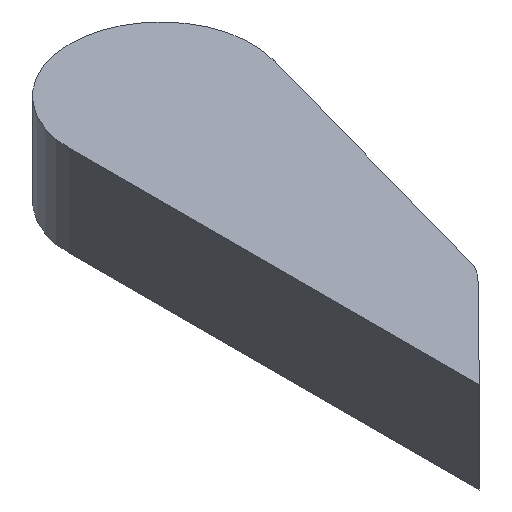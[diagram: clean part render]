
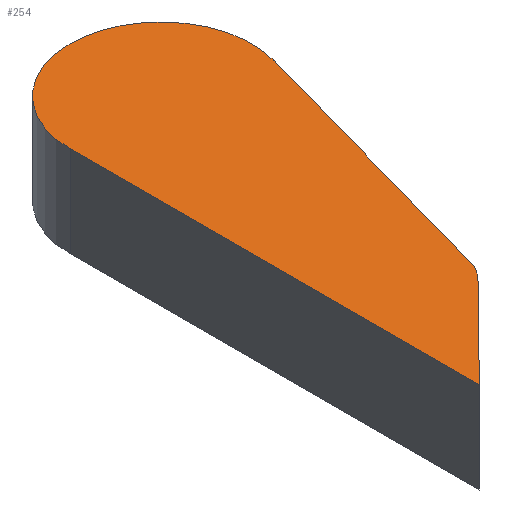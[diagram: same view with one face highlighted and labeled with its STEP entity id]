
A CAD part, isometric view. The second image highlights one B-rep face of the part: STEP entity #254.
In plain terms, the highlighted planar face has unit normal (0, 0, 1).
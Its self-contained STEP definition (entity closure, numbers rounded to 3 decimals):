
#2 = LINE ( 'NONE', #92, #203 ) ;
#10 = DIRECTION ( 'NONE',  ( 0.269, 0.963, 0. ) ) ;
#13 = CARTESIAN_POINT ( 'NONE',  ( 19.263, -5.379, 20. ) ) ;
#18 = AXIS2_PLACEMENT_3D ( 'NONE', #113, #182, #100 ) ;
#30 = CARTESIAN_POINT ( 'NONE',  ( -20., 0., 20. ) ) ;
#40 = VERTEX_POINT ( 'NONE', #247 ) ;
#46 = EDGE_CURVE ( 'NONE', #40, #68, #2, .T. ) ;
#50 = PLANE ( 'NONE',  #197 ) ;
#63 = EDGE_CURVE ( 'NONE', #271, #40, #124, .T. ) ;
#68 = VERTEX_POINT ( 'NONE', #104 ) ;
#73 = EDGE_LOOP ( 'NONE', ( #82, #205, #227, #226, #212 ) ) ;
#78 = VECTOR ( 'NONE', #10, 1000. ) ;
#79 = CARTESIAN_POINT ( 'NONE',  ( 2.51, -65.379, 20. ) ) ;
#82 = ORIENTED_EDGE ( 'NONE', *, *, #249, .T. ) ;
#89 = VECTOR ( 'NONE', #145, 1000. ) ;
#92 = CARTESIAN_POINT ( 'NONE',  ( -20., -90., 20. ) ) ;
#94 = FACE_OUTER_BOUND ( 'NONE', #73, .T. ) ;
#100 = DIRECTION ( 'NONE',  ( 1., 0., 0. ) ) ;
#104 = CARTESIAN_POINT ( 'NONE',  ( 0., -69.709, 20. ) ) ;
#113 = CARTESIAN_POINT ( 'NONE',  ( 0., 0., 20. ) ) ;
#115 = CARTESIAN_POINT ( 'NONE',  ( -7.122, -62.689, 20. ) ) ;
#124 = LINE ( 'NONE', #128, #89 ) ;
#128 = CARTESIAN_POINT ( 'NONE',  ( -20., 0., 20. ) ) ;
#145 = DIRECTION ( 'NONE',  ( 0., -1., 0. ) ) ;
#146 = VERTEX_POINT ( 'NONE', #13 ) ;
#147 = AXIS2_PLACEMENT_3D ( 'NONE', #115, #194, #219 ) ;
#156 = VERTEX_POINT ( 'NONE', #79 ) ;
#170 = DIRECTION ( 'NONE',  ( 0.702, 0.712, 0. ) ) ;
#177 = CIRCLE ( 'NONE', #18, 20. ) ;
#182 = DIRECTION ( 'NONE',  ( 0., 0., 1. ) ) ;
#184 = EDGE_CURVE ( 'NONE', #68, #156, #191, .T. ) ;
#191 = CIRCLE ( 'NONE', #147, 10. ) ;
#194 = DIRECTION ( 'NONE',  ( 0., 0., 1. ) ) ;
#197 = AXIS2_PLACEMENT_3D ( 'NONE', #218, #200, #259 ) ;
#200 = DIRECTION ( 'NONE',  ( 0., 0., 1. ) ) ;
#203 = VECTOR ( 'NONE', #170, 1000. ) ;
#205 = ORIENTED_EDGE ( 'NONE', *, *, #63, .T. ) ;
#212 = ORIENTED_EDGE ( 'NONE', *, *, #232, .T. ) ;
#218 = CARTESIAN_POINT ( 'NONE',  ( 0., 0., 20. ) ) ;
#219 = DIRECTION ( 'NONE',  ( 1., 0., 0. ) ) ;
#226 = ORIENTED_EDGE ( 'NONE', *, *, #184, .T. ) ;
#227 = ORIENTED_EDGE ( 'NONE', *, *, #46, .T. ) ;
#232 = EDGE_CURVE ( 'NONE', #156, #146, #236, .T. ) ;
#236 = LINE ( 'NONE', #265, #78 ) ;
#247 = CARTESIAN_POINT ( 'NONE',  ( -20., -90., 20. ) ) ;
#249 = EDGE_CURVE ( 'NONE', #146, #271, #177, .T. ) ;
#254 = ADVANCED_FACE ( 'NONE', ( #94 ), #50, .T. ) ;
#259 = DIRECTION ( 'NONE',  ( 1., 0., 0. ) ) ;
#265 = CARTESIAN_POINT ( 'NONE',  ( 2.51, -65.379, 20. ) ) ;
#271 = VERTEX_POINT ( 'NONE', #30 ) ;
